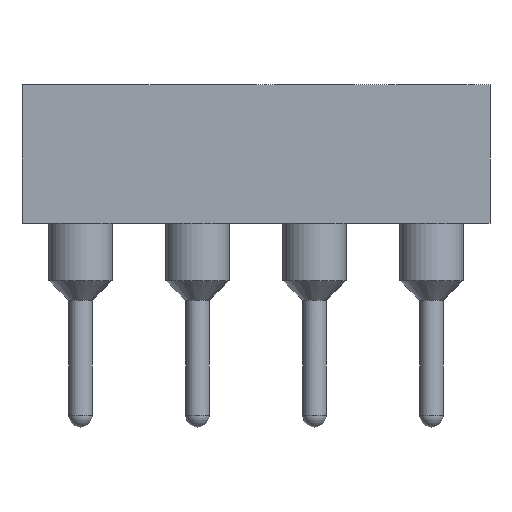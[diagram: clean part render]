
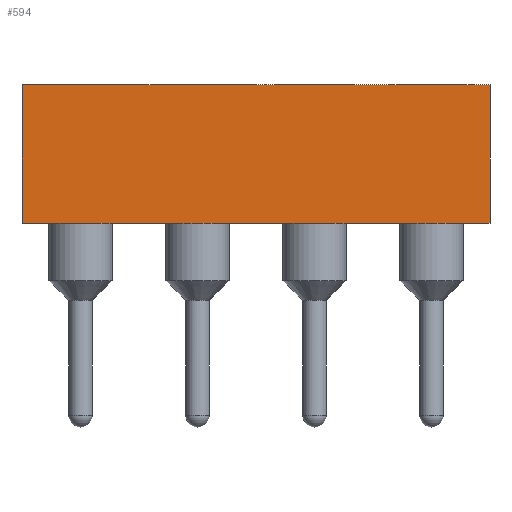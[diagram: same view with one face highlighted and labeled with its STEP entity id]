
A CAD part, left-side view. The second image highlights one B-rep face of the part: STEP entity #594.
In plain terms, the highlighted planar face has unit normal (-1, 0, 0).
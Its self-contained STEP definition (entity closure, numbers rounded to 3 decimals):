
#96=CARTESIAN_POINT('',(-5.08,5.08,1.7));
#97=VERTEX_POINT('',#96);
#129=CARTESIAN_POINT('',(-5.08,-5.08,1.7));
#130=VERTEX_POINT('',#129);
#137=CARTESIAN_POINT('',(-5.08,5.08,1.7));
#138=DIRECTION('',(0.0,-1.0,0.0));
#139=VECTOR('',#138,1.0);
#140=LINE('',#137,#139);
#141=EDGE_CURVE('n� 85',#97,#130,#140,.T.);
#217=CARTESIAN_POINT('',(-5.08,-5.08,4.7));
#218=VERTEX_POINT('',#217);
#235=CARTESIAN_POINT('',(-5.08,5.08,4.7));
#236=VERTEX_POINT('',#235);
#243=CARTESIAN_POINT('',(-5.08,5.08,4.7));
#244=DIRECTION('',(0.0,-1.0,0.0));
#245=VECTOR('',#244,1.0);
#246=LINE('',#243,#245);
#247=EDGE_CURVE('n� 84',#236,#218,#246,.T.);
#372=CARTESIAN_POINT('',(-5.08,5.08,1.7));
#373=DIRECTION('',(-0.0,0.0,1.0));
#374=VECTOR('',#373,1.0);
#375=LINE('',#372,#374);
#376=EDGE_CURVE('n� 6',#97,#236,#375,.T.);
#578=CARTESIAN_POINT('',(-5.08,-5.08,1.7));
#579=DIRECTION('',(-0.0,0.0,1.0));
#580=VECTOR('',#579,1.0);
#581=LINE('',#578,#580);
#582=EDGE_CURVE('n� 45',#130,#218,#581,.T.);
#583=ORIENTED_EDGE('',*,*,#582,.T.);
#584=ORIENTED_EDGE('',*,*,#247,.F.);
#585=ORIENTED_EDGE('',*,*,#376,.F.);
#586=ORIENTED_EDGE('',*,*,#141,.T.);
#587=EDGE_LOOP('',(#583,#584,#585,#586));
#588=FACE_OUTER_BOUND('',#587,.T.);
#589=CARTESIAN_POINT('',(-5.08,5.08,1.7));
#590=DIRECTION('',(1.0,0.0,0.0));
#591=DIRECTION('',(-0.0,1.0,-0.0));
#592=AXIS2_PLACEMENT_3D('',#589,#590,#591);
#593=PLANE('',#592);
#594=ADVANCED_FACE('n� 87',(#588),#593,.F.);
